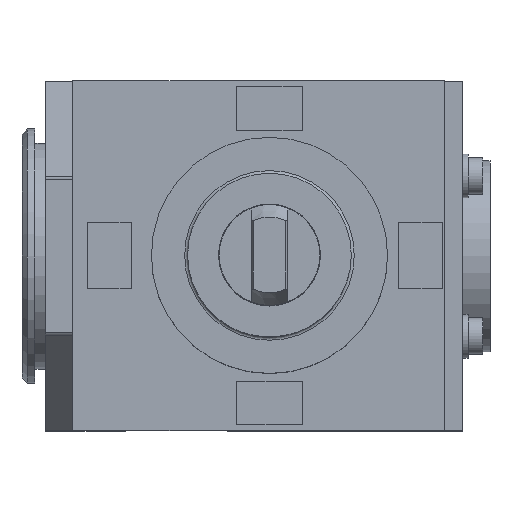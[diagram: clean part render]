
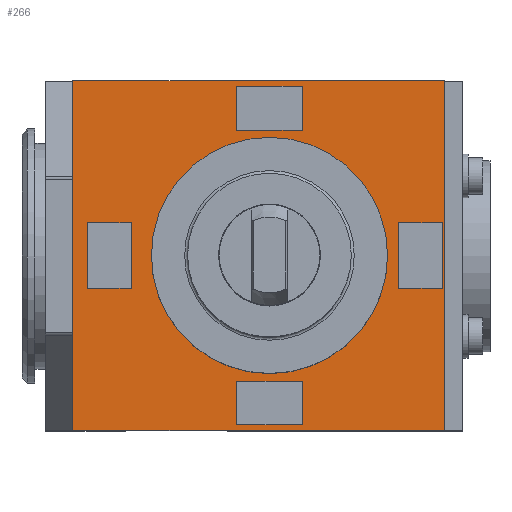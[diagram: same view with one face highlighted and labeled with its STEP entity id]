
A CAD part, top view. The second image highlights one B-rep face of the part: STEP entity #266.
In plain terms, the highlighted planar face has unit normal (0, 0, 1).
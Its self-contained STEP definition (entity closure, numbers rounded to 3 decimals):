
#127=FACE_BOUND('',#550,.T.);
#128=FACE_BOUND('',#551,.T.);
#129=FACE_BOUND('',#552,.T.);
#130=FACE_BOUND('',#553,.T.);
#131=FACE_BOUND('',#554,.T.);
#132=FACE_BOUND('',#555,.T.);
#192=CIRCLE('',#1847,32.45);
#266=ADVANCED_FACE('',(#127,#128,#129,#130,#131,#132),#358,.F.);
#358=PLANE('',#1848);
#550=EDGE_LOOP('',(#1065,#1066,#1067,#1068));
#551=EDGE_LOOP('',(#1069,#1070,#1071,#1072));
#552=EDGE_LOOP('',(#1073,#1074,#1075,#1076));
#553=EDGE_LOOP('',(#1077,#1078,#1079,#1080));
#554=EDGE_LOOP('',(#1081,#1082,#1083,#1084));
#555=EDGE_LOOP('',(#1085));
#652=LINE('',#2617,#794);
#668=LINE('',#2745,#810);
#681=LINE('',#2772,#823);
#683=LINE('',#2775,#825);
#684=LINE('',#2778,#826);
#685=LINE('',#2780,#827);
#686=LINE('',#2782,#828);
#687=LINE('',#2783,#829);
#688=LINE('',#2786,#830);
#689=LINE('',#2788,#831);
#690=LINE('',#2790,#832);
#691=LINE('',#2791,#833);
#692=LINE('',#2792,#834);
#693=LINE('',#2795,#835);
#694=LINE('',#2797,#836);
#695=LINE('',#2799,#837);
#696=LINE('',#2800,#838);
#697=LINE('',#2803,#839);
#698=LINE('',#2805,#840);
#699=LINE('',#2807,#841);
#794=VECTOR('',#2001,1.);
#810=VECTOR('',#2149,1.);
#823=VECTOR('',#2172,1.);
#825=VECTOR('',#2176,1.);
#826=VECTOR('',#2177,1.);
#827=VECTOR('',#2178,1.);
#828=VECTOR('',#2179,1.);
#829=VECTOR('',#2180,1.);
#830=VECTOR('',#2181,1.);
#831=VECTOR('',#2182,1.);
#832=VECTOR('',#2183,1.);
#833=VECTOR('',#2184,1.);
#834=VECTOR('',#2185,1.);
#835=VECTOR('',#2186,1.);
#836=VECTOR('',#2187,1.);
#837=VECTOR('',#2188,1.);
#838=VECTOR('',#2189,1.);
#839=VECTOR('',#2190,1.);
#840=VECTOR('',#2191,1.);
#841=VECTOR('',#2192,1.);
#1065=ORIENTED_EDGE('',*,*,#1615,.F.);
#1066=ORIENTED_EDGE('',*,*,#1616,.F.);
#1067=ORIENTED_EDGE('',*,*,#1617,.F.);
#1068=ORIENTED_EDGE('',*,*,#1618,.F.);
#1069=ORIENTED_EDGE('',*,*,#1619,.F.);
#1070=ORIENTED_EDGE('',*,*,#1620,.F.);
#1071=ORIENTED_EDGE('',*,*,#1621,.F.);
#1072=ORIENTED_EDGE('',*,*,#1622,.F.);
#1073=ORIENTED_EDGE('',*,*,#1623,.F.);
#1074=ORIENTED_EDGE('',*,*,#1550,.T.);
#1075=ORIENTED_EDGE('',*,*,#1600,.T.);
#1076=ORIENTED_EDGE('',*,*,#1613,.F.);
#1077=ORIENTED_EDGE('',*,*,#1624,.T.);
#1078=ORIENTED_EDGE('',*,*,#1625,.T.);
#1079=ORIENTED_EDGE('',*,*,#1626,.T.);
#1080=ORIENTED_EDGE('',*,*,#1627,.T.);
#1081=ORIENTED_EDGE('',*,*,#1628,.F.);
#1082=ORIENTED_EDGE('',*,*,#1629,.F.);
#1083=ORIENTED_EDGE('',*,*,#1630,.F.);
#1084=ORIENTED_EDGE('',*,*,#1631,.F.);
#1085=ORIENTED_EDGE('',*,*,#1632,.F.);
#1389=VERTEX_POINT('',#2616);
#1390=VERTEX_POINT('',#2618);
#1435=VERTEX_POINT('',#2744);
#1444=VERTEX_POINT('',#2771);
#1445=VERTEX_POINT('',#2776);
#1446=VERTEX_POINT('',#2777);
#1447=VERTEX_POINT('',#2779);
#1448=VERTEX_POINT('',#2781);
#1449=VERTEX_POINT('',#2784);
#1450=VERTEX_POINT('',#2785);
#1451=VERTEX_POINT('',#2787);
#1452=VERTEX_POINT('',#2789);
#1453=VERTEX_POINT('',#2793);
#1454=VERTEX_POINT('',#2794);
#1455=VERTEX_POINT('',#2796);
#1456=VERTEX_POINT('',#2798);
#1457=VERTEX_POINT('',#2801);
#1458=VERTEX_POINT('',#2802);
#1459=VERTEX_POINT('',#2804);
#1460=VERTEX_POINT('',#2806);
#1461=VERTEX_POINT('',#2809);
#1550=EDGE_CURVE('',#1390,#1389,#652,.T.);
#1600=EDGE_CURVE('',#1389,#1435,#668,.T.);
#1613=EDGE_CURVE('',#1444,#1435,#681,.T.);
#1615=EDGE_CURVE('',#1445,#1446,#683,.T.);
#1616=EDGE_CURVE('',#1447,#1445,#684,.T.);
#1617=EDGE_CURVE('',#1448,#1447,#685,.T.);
#1618=EDGE_CURVE('',#1446,#1448,#686,.T.);
#1619=EDGE_CURVE('',#1449,#1450,#687,.T.);
#1620=EDGE_CURVE('',#1451,#1449,#688,.T.);
#1621=EDGE_CURVE('',#1452,#1451,#689,.T.);
#1622=EDGE_CURVE('',#1450,#1452,#690,.T.);
#1623=EDGE_CURVE('',#1390,#1444,#691,.T.);
#1624=EDGE_CURVE('',#1453,#1454,#692,.T.);
#1625=EDGE_CURVE('',#1454,#1455,#693,.T.);
#1626=EDGE_CURVE('',#1455,#1456,#694,.T.);
#1627=EDGE_CURVE('',#1456,#1453,#695,.T.);
#1628=EDGE_CURVE('',#1457,#1458,#696,.T.);
#1629=EDGE_CURVE('',#1459,#1457,#697,.T.);
#1630=EDGE_CURVE('',#1460,#1459,#698,.T.);
#1631=EDGE_CURVE('',#1458,#1460,#699,.T.);
#1632=EDGE_CURVE('',#1461,#1461,#192,.T.);
#1847=AXIS2_PLACEMENT_3D('',#2808,#2193,#2194);
#1848=AXIS2_PLACEMENT_3D('',#2810,#2195,#2196);
#2001=DIRECTION('',(1.,0.,0.));
#2149=DIRECTION('',(0.,1.,0.));
#2172=DIRECTION('',(1.,0.,0.));
#2176=DIRECTION('',(-1.,0.,0.));
#2177=DIRECTION('',(0.,1.,0.));
#2178=DIRECTION('',(1.,0.,0.));
#2179=DIRECTION('',(0.,-1.,0.));
#2180=DIRECTION('',(0.,1.,0.));
#2181=DIRECTION('',(1.,0.,0.));
#2182=DIRECTION('',(0.,-1.,0.));
#2183=DIRECTION('',(-1.,0.,0.));
#2184=DIRECTION('',(0.,1.,0.));
#2185=DIRECTION('',(-1.,0.,0.));
#2186=DIRECTION('',(0.,1.,0.));
#2187=DIRECTION('',(1.,0.,0.));
#2188=DIRECTION('',(0.,-1.,0.));
#2189=DIRECTION('',(-1.,0.,0.));
#2190=DIRECTION('',(0.,1.,0.));
#2191=DIRECTION('',(1.,0.,0.));
#2192=DIRECTION('',(0.,-1.,0.));
#2193=DIRECTION('',(0.,0.,1.));
#2194=DIRECTION('',(0.,1.,0.));
#2195=DIRECTION('',(0.,0.,-1.));
#2196=DIRECTION('',(0.,1.,0.));
#2616=CARTESIAN_POINT('',(48.,-48.,0.));
#2617=CARTESIAN_POINT('',(-61.5,-48.,0.));
#2618=CARTESIAN_POINT('',(-54.,-48.,0.));
#2744=CARTESIAN_POINT('',(48.,48.,0.));
#2745=CARTESIAN_POINT('',(48.,-123.916,0.));
#2771=CARTESIAN_POINT('',(-54.,48.,0.));
#2772=CARTESIAN_POINT('',(-61.5,48.,0.));
#2775=CARTESIAN_POINT('',(47.5,8.983,0.));
#2776=CARTESIAN_POINT('',(47.5,8.983,0.));
#2777=CARTESIAN_POINT('',(35.5,8.983,0.));
#2778=CARTESIAN_POINT('',(47.5,-9.02,0.));
#2779=CARTESIAN_POINT('',(47.5,-9.02,0.));
#2780=CARTESIAN_POINT('',(47.5,-9.02,0.));
#2781=CARTESIAN_POINT('',(35.5,-9.02,0.));
#2782=CARTESIAN_POINT('',(35.5,8.983,0.));
#2783=CARTESIAN_POINT('',(8.983,34.5,0.));
#2784=CARTESIAN_POINT('',(8.983,34.5,0.));
#2785=CARTESIAN_POINT('',(8.983,46.5,0.));
#2786=CARTESIAN_POINT('',(-9.02,34.5,0.));
#2787=CARTESIAN_POINT('',(-9.02,34.5,0.));
#2788=CARTESIAN_POINT('',(-9.02,34.5,0.));
#2789=CARTESIAN_POINT('',(-9.02,46.5,0.));
#2790=CARTESIAN_POINT('',(8.983,46.5,0.));
#2791=CARTESIAN_POINT('',(-54.,-123.916,0.));
#2792=CARTESIAN_POINT('',(-50.,-8.983,0.));
#2793=CARTESIAN_POINT('',(-38.,-8.983,0.));
#2794=CARTESIAN_POINT('',(-50.,-8.983,0.));
#2795=CARTESIAN_POINT('',(-50.,9.02,0.));
#2796=CARTESIAN_POINT('',(-50.,9.02,0.));
#2797=CARTESIAN_POINT('',(-50.,9.02,0.));
#2798=CARTESIAN_POINT('',(-38.,9.02,0.));
#2799=CARTESIAN_POINT('',(-38.,-8.983,0.));
#2800=CARTESIAN_POINT('',(9.02,-34.5,0.));
#2801=CARTESIAN_POINT('',(9.02,-34.5,0.));
#2802=CARTESIAN_POINT('',(-8.983,-34.5,0.));
#2803=CARTESIAN_POINT('',(9.02,-34.5,0.));
#2804=CARTESIAN_POINT('',(9.02,-46.5,0.));
#2805=CARTESIAN_POINT('',(-8.983,-46.5,0.));
#2806=CARTESIAN_POINT('',(-8.983,-46.5,0.));
#2807=CARTESIAN_POINT('',(-8.983,-34.5,0.));
#2808=CARTESIAN_POINT('',(0.,0.,0.));
#2809=CARTESIAN_POINT('',(0.,32.45,0.));
#2810=CARTESIAN_POINT('',(-61.5,-48.,0.));
